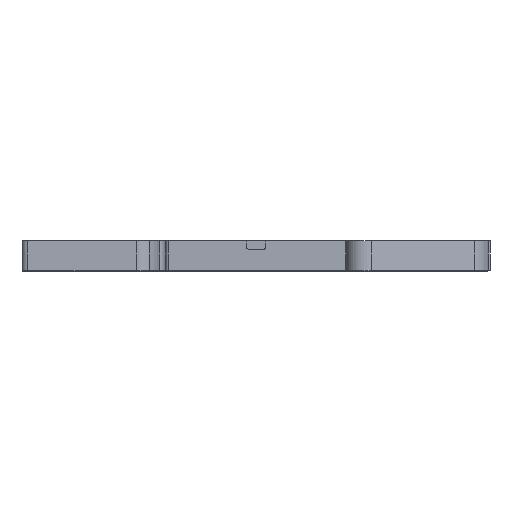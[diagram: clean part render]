
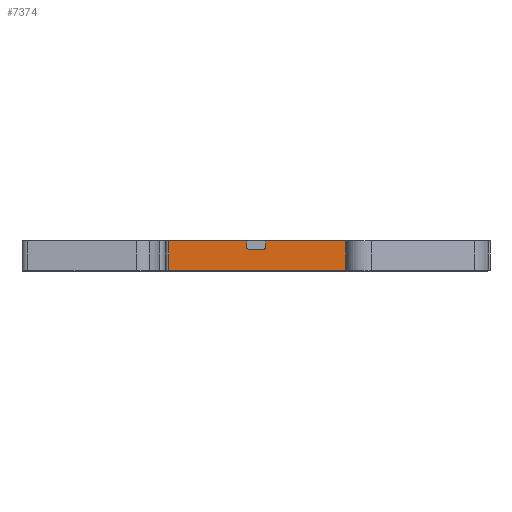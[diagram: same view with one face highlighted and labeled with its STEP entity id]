
A CAD part, front view. The second image highlights one B-rep face of the part: STEP entity #7374.
In plain terms, the highlighted planar face has unit normal (0, -1, 0).
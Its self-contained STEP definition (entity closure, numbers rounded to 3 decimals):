
#413 = VERTEX_POINT ( 'NONE', #14053 ) ;
#629 = ORIENTED_EDGE ( 'NONE', *, *, #16826, .F. ) ;
#955 = DIRECTION ( 'NONE',  ( -1., 0., 0. ) ) ;
#1122 = ORIENTED_EDGE ( 'NONE', *, *, #21388, .F. ) ;
#1517 = VECTOR ( 'NONE', #11992, 1000. ) ;
#1673 = CARTESIAN_POINT ( 'NONE',  ( 1.428, 0., 4.15 ) ) ;
#1894 = CIRCLE ( 'NONE', #3108, 0.5 ) ;
#2097 = ORIENTED_EDGE ( 'NONE', *, *, #5698, .F. ) ;
#2145 = CARTESIAN_POINT ( 'NONE',  ( -1.272, 0., 3.65 ) ) ;
#2263 = LINE ( 'NONE', #6168, #1517 ) ;
#2350 = LINE ( 'NONE', #6399, #17135 ) ;
#2445 = CARTESIAN_POINT ( 'NONE',  ( -14.794, 0., 0.15 ) ) ;
#2714 = EDGE_CURVE ( 'NONE', #18321, #20487, #2350, .T. ) ;
#2967 = VECTOR ( 'NONE', #17044, 1000. ) ;
#3108 = AXIS2_PLACEMENT_3D ( 'NONE', #18236, #24329, #955 ) ;
#3224 = CARTESIAN_POINT ( 'NONE',  ( -1.772, 0., 4.15 ) ) ;
#3328 = CARTESIAN_POINT ( 'NONE',  ( -15.352, 0., 5.15 ) ) ;
#3480 = CIRCLE ( 'NONE', #16778, 0.5 ) ;
#3705 = CARTESIAN_POINT ( 'NONE',  ( 0.928, 0., 4.15 ) ) ;
#3724 = VERTEX_POINT ( 'NONE', #4411 ) ;
#3806 = LINE ( 'NONE', #4276, #2967 ) ;
#3865 = DIRECTION ( 'NONE',  ( 0., 0., -1. ) ) ;
#4068 = DIRECTION ( 'NONE',  ( 0., 0., -1. ) ) ;
#4276 = CARTESIAN_POINT ( 'NONE',  ( -14.794, 0., -11.906 ) ) ;
#4358 = EDGE_CURVE ( 'NONE', #3724, #19658, #3480, .T. ) ;
#4411 = CARTESIAN_POINT ( 'NONE',  ( 0.928, 0., 3.65 ) ) ;
#4452 = DIRECTION ( 'NONE',  ( 0., 1., 0. ) ) ;
#4494 = DIRECTION ( 'NONE',  ( 1., 0., 0. ) ) ;
#4988 = VECTOR ( 'NONE', #24978, 1000. ) ;
#5601 = LINE ( 'NONE', #1673, #14438 ) ;
#5698 = EDGE_CURVE ( 'NONE', #6538, #10852, #1894, .T. ) ;
#5852 = VECTOR ( 'NONE', #8788, 1000. ) ;
#5992 = CARTESIAN_POINT ( 'NONE',  ( 15.352, 0., 5.15 ) ) ;
#6168 = CARTESIAN_POINT ( 'NONE',  ( -15.352, 0., 0.15 ) ) ;
#6399 = CARTESIAN_POINT ( 'NONE',  ( -15.352, 0., 5.15 ) ) ;
#6538 = VERTEX_POINT ( 'NONE', #21067 ) ;
#7374 = ADVANCED_FACE ( 'NONE', ( #9761 ), #13672, .F. ) ;
#7767 = ORIENTED_EDGE ( 'NONE', *, *, #2714, .F. ) ;
#8788 = DIRECTION ( 'NONE',  ( 1., 0., 0. ) ) ;
#9087 = AXIS2_PLACEMENT_3D ( 'NONE', #15784, #4452, #10132 ) ;
#9696 = EDGE_CURVE ( 'NONE', #14876, #22466, #3806, .T. ) ;
#9761 = FACE_OUTER_BOUND ( 'NONE', #22538, .T. ) ;
#10132 = DIRECTION ( 'NONE',  ( 1., 0., 0. ) ) ;
#10276 = EDGE_CURVE ( 'NONE', #10852, #3724, #20766, .T. ) ;
#10852 = VERTEX_POINT ( 'NONE', #2145 ) ;
#10904 = DIRECTION ( 'NONE',  ( 0., 0., 1. ) ) ;
#11425 = LINE ( 'NONE', #5992, #19468 ) ;
#11466 = CARTESIAN_POINT ( 'NONE',  ( 15.352, 0., 0.15 ) ) ;
#11992 = DIRECTION ( 'NONE',  ( -1., 0., 0. ) ) ;
#12809 = DIRECTION ( 'NONE',  ( 1., 0., 0. ) ) ;
#12898 = EDGE_CURVE ( 'NONE', #22041, #14876, #2263, .T. ) ;
#13143 = ORIENTED_EDGE ( 'NONE', *, *, #13385, .F. ) ;
#13385 = EDGE_CURVE ( 'NONE', #19658, #18321, #5601, .T. ) ;
#13555 = DIRECTION ( 'NONE',  ( 0., -1., 0. ) ) ;
#13672 = PLANE ( 'NONE',  #9087 ) ;
#14053 = CARTESIAN_POINT ( 'NONE',  ( -1.772, 0., 5.15 ) ) ;
#14438 = VECTOR ( 'NONE', #10904, 1000. ) ;
#14844 = ORIENTED_EDGE ( 'NONE', *, *, #10276, .F. ) ;
#14876 = VERTEX_POINT ( 'NONE', #2445 ) ;
#14948 = CARTESIAN_POINT ( 'NONE',  ( -14.794, 0., 5.15 ) ) ;
#15210 = LINE ( 'NONE', #3224, #4988 ) ;
#15784 = CARTESIAN_POINT ( 'NONE',  ( -15.352, 0., 5.15 ) ) ;
#16778 = AXIS2_PLACEMENT_3D ( 'NONE', #3705, #13555, #4068 ) ;
#16826 = EDGE_CURVE ( 'NONE', #22466, #413, #18731, .T. ) ;
#17044 = DIRECTION ( 'NONE',  ( 0., 0., 1. ) ) ;
#17135 = VECTOR ( 'NONE', #4494, 1000. ) ;
#17173 = ORIENTED_EDGE ( 'NONE', *, *, #22344, .F. ) ;
#17841 = ORIENTED_EDGE ( 'NONE', *, *, #12898, .F. ) ;
#18236 = CARTESIAN_POINT ( 'NONE',  ( -1.272, 0., 4.15 ) ) ;
#18321 = VERTEX_POINT ( 'NONE', #18335 ) ;
#18335 = CARTESIAN_POINT ( 'NONE',  ( 1.428, 0., 5.15 ) ) ;
#18480 = ORIENTED_EDGE ( 'NONE', *, *, #4358, .F. ) ;
#18484 = CARTESIAN_POINT ( 'NONE',  ( -1.272, 0., 3.65 ) ) ;
#18731 = LINE ( 'NONE', #3328, #5852 ) ;
#19468 = VECTOR ( 'NONE', #3865, 1000. ) ;
#19658 = VERTEX_POINT ( 'NONE', #24471 ) ;
#20487 = VERTEX_POINT ( 'NONE', #24522 ) ;
#20766 = LINE ( 'NONE', #18484, #21543 ) ;
#21067 = CARTESIAN_POINT ( 'NONE',  ( -1.772, 0., 4.15 ) ) ;
#21388 = EDGE_CURVE ( 'NONE', #20487, #22041, #11425, .T. ) ;
#21543 = VECTOR ( 'NONE', #12809, 1000. ) ;
#22041 = VERTEX_POINT ( 'NONE', #11466 ) ;
#22344 = EDGE_CURVE ( 'NONE', #413, #6538, #15210, .T. ) ;
#22466 = VERTEX_POINT ( 'NONE', #14948 ) ;
#22538 = EDGE_LOOP ( 'NONE', ( #629, #22828, #17841, #1122, #7767, #13143, #18480, #14844, #2097, #17173 ) ) ;
#22828 = ORIENTED_EDGE ( 'NONE', *, *, #9696, .F. ) ;
#24329 = DIRECTION ( 'NONE',  ( 0., -1., 0. ) ) ;
#24471 = CARTESIAN_POINT ( 'NONE',  ( 1.428, 0., 4.15 ) ) ;
#24522 = CARTESIAN_POINT ( 'NONE',  ( 15.352, 0., 5.15 ) ) ;
#24978 = DIRECTION ( 'NONE',  ( 0., 0., -1. ) ) ;
